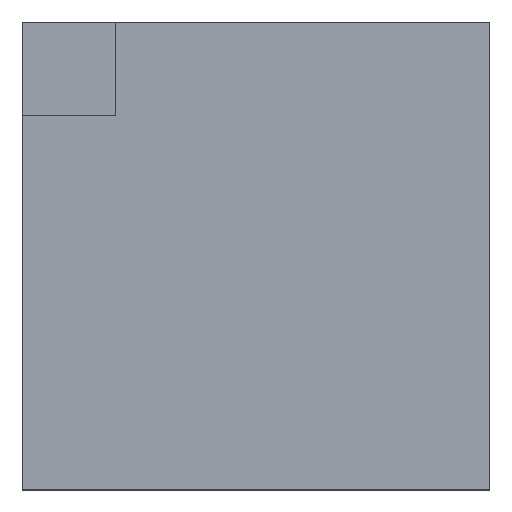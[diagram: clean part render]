
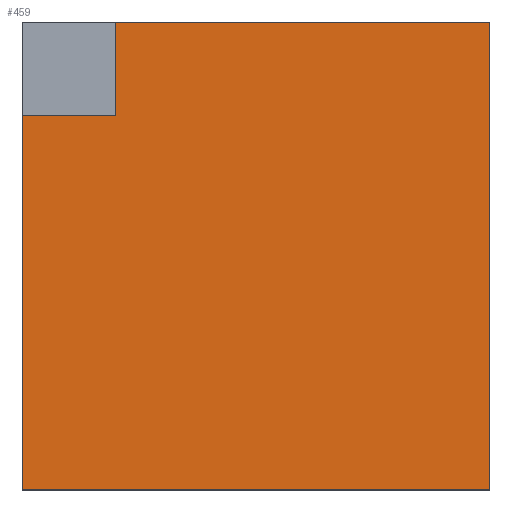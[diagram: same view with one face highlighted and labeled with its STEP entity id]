
A CAD part, top view. The second image highlights one B-rep face of the part: STEP entity #459.
In plain terms, the highlighted planar face has unit normal (0, 0, 1).
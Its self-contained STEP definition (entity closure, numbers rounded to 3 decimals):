
#240=CARTESIAN_POINT('',(-2.,1.2,1.4));
#241=VERTEX_POINT('',#240);
#248=CARTESIAN_POINT('',(-1.2,1.2,1.4));
#249=VERTEX_POINT('',#248);
#250=CARTESIAN_POINT('',(-1.2,1.2,1.4));
#251=DIRECTION('',(-1.0,0.0,0.0));
#252=VECTOR('',#251,0.8);
#253=LINE('',#250,#252);
#254=EDGE_CURVE('',#249,#241,#253,.T.);
#279=CARTESIAN_POINT('',(-1.2,2.,1.4));
#280=VERTEX_POINT('',#279);
#281=CARTESIAN_POINT('',(-1.2,2.,1.4));
#282=DIRECTION('',(0.0,-1.0,0.0));
#283=VECTOR('',#282,0.8);
#284=LINE('',#281,#283);
#285=EDGE_CURVE('',#280,#249,#284,.T.);
#343=CARTESIAN_POINT('',(-2.,-2.,1.4));
#344=VERTEX_POINT('',#343);
#351=CARTESIAN_POINT('',(-2.,-2.,1.4));
#352=DIRECTION('',(0.0,1.0,0.0));
#353=VECTOR('',#352,3.2);
#354=LINE('',#351,#353);
#355=EDGE_CURVE('',#344,#241,#354,.T.);
#367=CARTESIAN_POINT('',(2.,2.,1.4));
#368=VERTEX_POINT('',#367);
#369=CARTESIAN_POINT('',(-1.2,2.,1.4));
#370=DIRECTION('',(1.0,0.0,0.0));
#371=VECTOR('',#370,3.2);
#372=LINE('',#369,#371);
#373=EDGE_CURVE('',#280,#368,#372,.T.);
#398=CARTESIAN_POINT('',(2.,-2.,1.4));
#399=VERTEX_POINT('',#398);
#400=CARTESIAN_POINT('',(2.,2.,1.4));
#401=DIRECTION('',(0.0,-1.0,0.0));
#402=VECTOR('',#401,4.);
#403=LINE('',#400,#402);
#404=EDGE_CURVE('',#368,#399,#403,.T.);
#429=CARTESIAN_POINT('',(2.,-2.,1.4));
#430=DIRECTION('',(-1.0,0.0,0.0));
#431=VECTOR('',#430,4.);
#432=LINE('',#429,#431);
#433=EDGE_CURVE('',#399,#344,#432,.T.);
#446=CARTESIAN_POINT('',(0.0,0.,1.4));
#447=DIRECTION('',(0.0,0.0,1.0));
#448=DIRECTION('',(1.0,0.0,0.0));
#449=AXIS2_PLACEMENT_3D('',#446,#447,#448);
#450=PLANE('',#449);
#451=ORIENTED_EDGE('',*,*,#254,.T.);
#452=ORIENTED_EDGE('',*,*,#355,.F.);
#453=ORIENTED_EDGE('',*,*,#433,.F.);
#454=ORIENTED_EDGE('',*,*,#404,.F.);
#455=ORIENTED_EDGE('',*,*,#373,.F.);
#456=ORIENTED_EDGE('',*,*,#285,.T.);
#457=EDGE_LOOP('',(#451,#452,#453,#454,#455,#456));
#458=FACE_OUTER_BOUND('',#457,.T.);
#459=ADVANCED_FACE('',(#458),#450,.T.);
